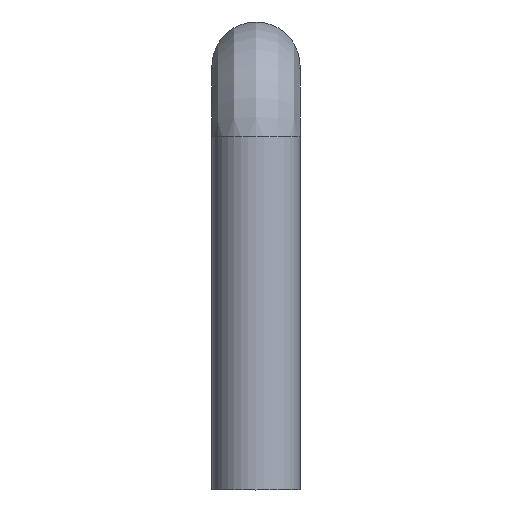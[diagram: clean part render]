
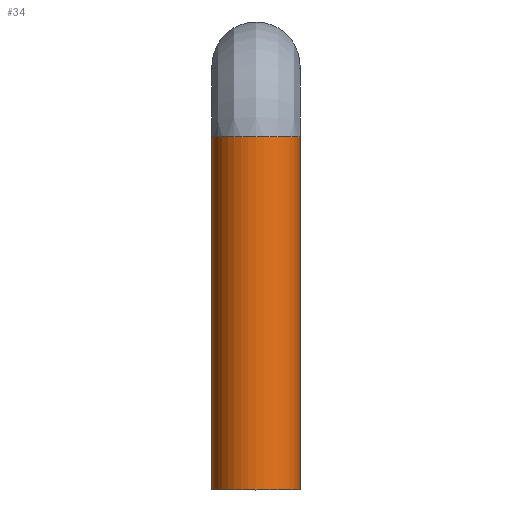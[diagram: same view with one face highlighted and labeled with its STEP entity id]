
A CAD part, left-side view. The second image highlights one B-rep face of the part: STEP entity #34.
In plain terms, the highlighted face is a extrusion surface.
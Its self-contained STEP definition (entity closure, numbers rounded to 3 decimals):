
#21 = EDGE_CURVE('',#22,#22,#24,.T.);
#22 = VERTEX_POINT('',#23);
#23 = CARTESIAN_POINT('',(-16.,-0.375,-2.5));
#24 = CIRCLE('',#25,0.375);
#25 = AXIS2_PLACEMENT_3D('',#26,#27,#28);
#26 = CARTESIAN_POINT('',(-16.,0.,-2.5));
#27 = DIRECTION('',(0.,0.,
    -1.));
#28 = DIRECTION('',(0.,-1.,0.));
#34 = ADVANCED_FACE('',(#35),#54,.F.);
#35 = FACE_BOUND('',#36,.F.);
#36 = EDGE_LOOP('',(#37,#45,#52,#53));
#37 = ORIENTED_EDGE('',*,*,#38,.T.);
#38 = EDGE_CURVE('',#22,#39,#41,.T.);
#39 = VERTEX_POINT('',#40);
#40 = CARTESIAN_POINT('',(-16.,-0.375,0.5));
#41 = LINE('',#42,#43);
#42 = CARTESIAN_POINT('',(-16.,-0.375,0.5));
#43 = VECTOR('',#44,1.);
#44 = DIRECTION('',(0.,0.,1.));
#45 = ORIENTED_EDGE('',*,*,#46,.F.);
#46 = EDGE_CURVE('',#39,#39,#47,.T.);
#47 = CIRCLE('',#48,0.375);
#48 = AXIS2_PLACEMENT_3D('',#49,#50,#51);
#49 = CARTESIAN_POINT('',(-16.,0.,0.5));
#50 = DIRECTION('',(0.,0.,
    -1.));
#51 = DIRECTION('',(0.,-1.,0.));
#52 = ORIENTED_EDGE('',*,*,#38,.F.);
#53 = ORIENTED_EDGE('',*,*,#21,.T.);
#54 = SURFACE_OF_LINEAR_EXTRUSION('',#55,#60);
#55 = CIRCLE('',#56,0.375);
#56 = AXIS2_PLACEMENT_3D('',#57,#58,#59);
#57 = CARTESIAN_POINT('',(-16.,0.,0.5));
#58 = DIRECTION('',(0.,0.,
    -1.));
#59 = DIRECTION('',(0.,-1.,0.));
#60 = VECTOR('',#61,1.);
#61 = DIRECTION('',(0.,0.,1.));
